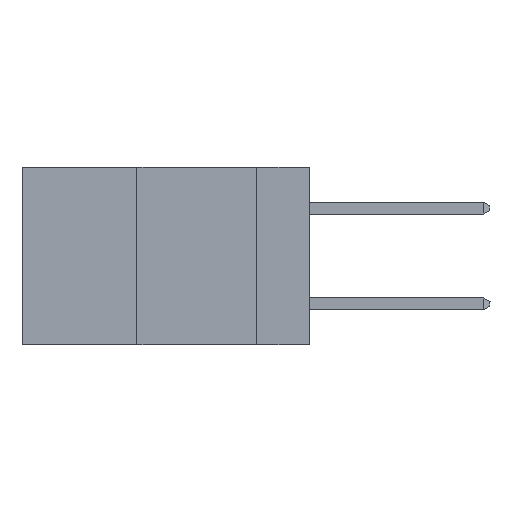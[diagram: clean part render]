
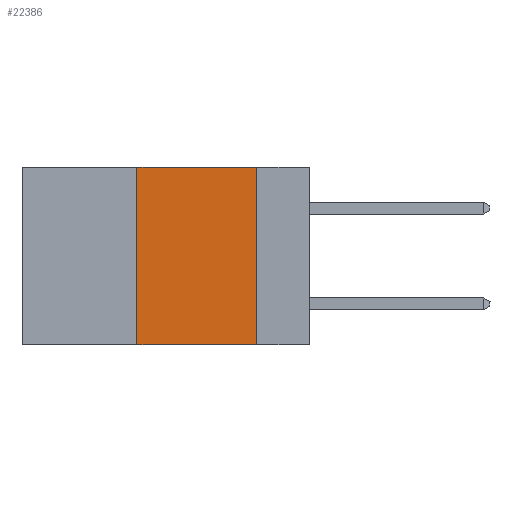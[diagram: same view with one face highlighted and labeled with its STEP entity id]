
A CAD part, left-side view. The second image highlights one B-rep face of the part: STEP entity #22386.
In plain terms, the highlighted planar face has unit normal (-1, 0, 0).
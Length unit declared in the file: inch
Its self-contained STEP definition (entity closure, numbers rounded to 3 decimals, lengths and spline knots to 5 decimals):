
#265 = LINE ( 'NONE', #17417, #9789 ) ;
#302 = CARTESIAN_POINT ( 'NONE',  ( 0., 0.36, -0.37 ) ) ;
#757 = VERTEX_POINT ( 'NONE', #11141 ) ;
#1787 = DIRECTION ( 'NONE',  ( 0., 0., -1. ) ) ;
#2764 = EDGE_CURVE ( 'NONE', #9299, #757, #26472, .T. ) ;
#3627 = DIRECTION ( 'NONE',  ( 0., 0., 1. ) ) ;
#3888 = CARTESIAN_POINT ( 'NONE',  ( 0., 0.6, 0. ) ) ;
#4167 = ORIENTED_EDGE ( 'NONE', *, *, #17281, .F. ) ;
#5555 = FACE_OUTER_BOUND ( 'NONE', #28707, .T. ) ;
#6863 = LINE ( 'NONE', #22051, #9717 ) ;
#6956 = VERTEX_POINT ( 'NONE', #18268 ) ;
#7425 = EDGE_CURVE ( 'NONE', #6956, #9487, #6863, .T. ) ;
#7458 = VECTOR ( 'NONE', #18610, 39.37008 ) ;
#8376 = DIRECTION ( 'NONE',  ( 1., 0., 0. ) ) ;
#9299 = VERTEX_POINT ( 'NONE', #302 ) ;
#9487 = VERTEX_POINT ( 'NONE', #10424 ) ;
#9717 = VECTOR ( 'NONE', #28894, 39.37008 ) ;
#9789 = VECTOR ( 'NONE', #3627, 39.37008 ) ;
#10424 = CARTESIAN_POINT ( 'NONE',  ( 0., 0.11, 0. ) ) ;
#11141 = CARTESIAN_POINT ( 'NONE',  ( 0., 0.11, -0.37 ) ) ;
#14795 = AXIS2_PLACEMENT_3D ( 'NONE', #3888, #8376, #26188 ) ;
#15300 = CARTESIAN_POINT ( 'NONE',  ( 0., 0.11, 0. ) ) ;
#16307 = ORIENTED_EDGE ( 'NONE', *, *, #23180, .F. ) ;
#17281 = EDGE_CURVE ( 'NONE', #9299, #6956, #265, .T. ) ;
#17417 = CARTESIAN_POINT ( 'NONE',  ( 0., 0.36, 0. ) ) ;
#18268 = CARTESIAN_POINT ( 'NONE',  ( 0., 0.36, 0. ) ) ;
#18610 = DIRECTION ( 'NONE',  ( 0., -1., 0. ) ) ;
#18951 = LINE ( 'NONE', #15300, #23147 ) ;
#21187 = ORIENTED_EDGE ( 'NONE', *, *, #2764, .T. ) ;
#22051 = CARTESIAN_POINT ( 'NONE',  ( 0., 0.6, 0. ) ) ;
#22386 = ADVANCED_FACE ( 'NONE', ( #5555 ), #25900, .F. ) ;
#22999 = CARTESIAN_POINT ( 'NONE',  ( 0., 0.6, -0.37 ) ) ;
#23147 = VECTOR ( 'NONE', #1787, 39.37008 ) ;
#23180 = EDGE_CURVE ( 'NONE', #9487, #757, #18951, .T. ) ;
#24730 = ORIENTED_EDGE ( 'NONE', *, *, #7425, .F. ) ;
#25900 = PLANE ( 'NONE',  #14795 ) ;
#26188 = DIRECTION ( 'NONE',  ( 0., 0., -1. ) ) ;
#26472 = LINE ( 'NONE', #22999, #7458 ) ;
#28707 = EDGE_LOOP ( 'NONE', ( #16307, #24730, #4167, #21187 ) ) ;
#28894 = DIRECTION ( 'NONE',  ( 0., -1., 0. ) ) ;
